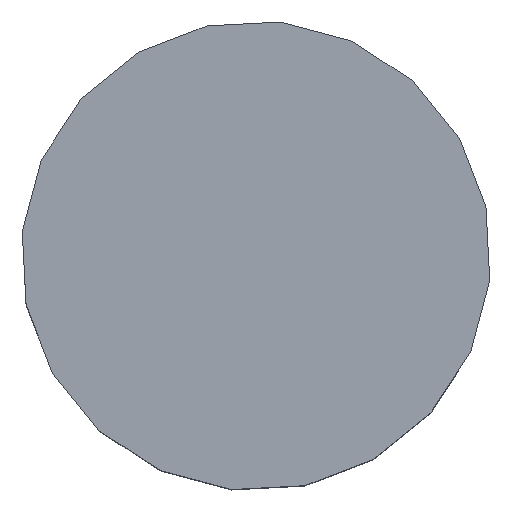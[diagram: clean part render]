
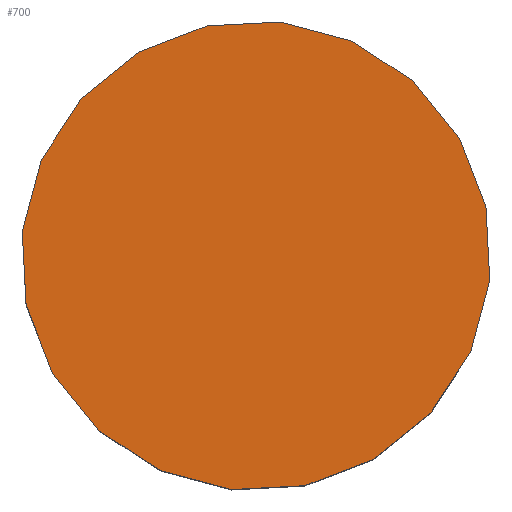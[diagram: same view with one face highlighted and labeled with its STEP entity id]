
A CAD part, top view. The second image highlights one B-rep face of the part: STEP entity #700.
In plain terms, the highlighted planar face has unit normal (0, 0, 1).
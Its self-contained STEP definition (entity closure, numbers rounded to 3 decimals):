
#14 = VECTOR ( 'NONE', #1772, 1000. ) ;
#35 = EDGE_CURVE ( 'NONE', #117, #957, #808, .T. ) ;
#39 = VERTEX_POINT ( 'NONE', #1233 ) ;
#81 = CARTESIAN_POINT ( 'NONE',  ( 5.967, -0.626, 6.5 ) ) ;
#99 = LINE ( 'NONE', #660, #442 ) ;
#103 = CARTESIAN_POINT ( 'NONE',  ( 5.196, 3.001, 6.5 ) ) ;
#109 = VERTEX_POINT ( 'NONE', #1086 ) ;
#112 = VERTEX_POINT ( 'NONE', #1639 ) ;
#117 = VERTEX_POINT ( 'NONE', #1061 ) ;
#124 = DIRECTION ( 'NONE',  ( -0.259, -0.966, 0. ) ) ;
#146 = EDGE_CURVE ( 'NONE', #1574, #117, #1765, .T. ) ;
#148 = AXIS2_PLACEMENT_3D ( 'NONE', #1143, #1700, #998 ) ;
#152 = LINE ( 'NONE', #1649, #1573 ) ;
#154 = VERTEX_POINT ( 'NONE', #214 ) ;
#167 = VECTOR ( 'NONE', #1380, 1000. ) ;
#168 = ORIENTED_EDGE ( 'NONE', *, *, #1337, .T. ) ;
#198 = VECTOR ( 'NONE', #124, 1000. ) ;
#206 = CARTESIAN_POINT ( 'NONE',  ( -5.196, -3.001, 6.5 ) ) ;
#214 = CARTESIAN_POINT ( 'NONE',  ( -3.001, 5.196, 6.5 ) ) ;
#219 = EDGE_CURVE ( 'NONE', #304, #1169, #152, .T. ) ;
#222 = CARTESIAN_POINT ( 'NONE',  ( 5.869, 1.249, 6.5 ) ) ;
#236 = LINE ( 'NONE', #832, #1613 ) ;
#246 = LINE ( 'NONE', #1121, #167 ) ;
#261 = ORIENTED_EDGE ( 'NONE', *, *, #1718, .T. ) ;
#295 = FACE_OUTER_BOUND ( 'NONE', #318, .T. ) ;
#304 = VERTEX_POINT ( 'NONE', #629 ) ;
#313 = VERTEX_POINT ( 'NONE', #1474 ) ;
#316 = LINE ( 'NONE', #719, #1277 ) ;
#317 = LINE ( 'NONE', #1581, #198 ) ;
#318 = EDGE_LOOP ( 'NONE', ( #261, #428, #834, #1149, #728, #587, #544, #1114, #863, #1237, #1405, #650, #1366, #448, #168, #1118, #1625, #1433, #556, #988 ) ) ;
#333 = LINE ( 'NONE', #206, #1240 ) ;
#336 = CARTESIAN_POINT ( 'NONE',  ( 5.869, 1.249, 6.5 ) ) ;
#342 = CARTESIAN_POINT ( 'NONE',  ( -0.626, -5.967, 6.5 ) ) ;
#350 = CARTESIAN_POINT ( 'NONE',  ( 5.482, -2.439, 6.5 ) ) ;
#353 = EDGE_CURVE ( 'NONE', #39, #304, #333, .T. ) ;
#363 = EDGE_CURVE ( 'NONE', #1169, #1136, #922, .T. ) ;
#389 = VERTEX_POINT ( 'NONE', #1064 ) ;
#424 = VERTEX_POINT ( 'NONE', #1466 ) ;
#428 = ORIENTED_EDGE ( 'NONE', *, *, #823, .T. ) ;
#431 = LINE ( 'NONE', #1236, #1599 ) ;
#442 = VECTOR ( 'NONE', #1227, 1000. ) ;
#448 = ORIENTED_EDGE ( 'NONE', *, *, #1020, .T. ) ;
#449 = DIRECTION ( 'NONE',  ( -0.966, 0.259, 0. ) ) ;
#467 = DIRECTION ( 'NONE',  ( -0.777, -0.629, 0. ) ) ;
#469 = DIRECTION ( 'NONE',  ( -0.544, -0.839, 0. ) ) ;
#477 = VECTOR ( 'NONE', #573, 1000. ) ;
#480 = DIRECTION ( 'NONE',  ( -0.359, 0.934, 0. ) ) ;
#482 = DIRECTION ( 'NONE',  ( 0.629, -0.777, 0. ) ) ;
#487 = DIRECTION ( 'NONE',  ( -0.053, 0.999, 0. ) ) ;
#513 = VECTOR ( 'NONE', #1239, 1000. ) ;
#544 = ORIENTED_EDGE ( 'NONE', *, *, #363, .T. ) ;
#556 = ORIENTED_EDGE ( 'NONE', *, *, #1022, .T. ) ;
#563 = VECTOR ( 'NONE', #487, 1000. ) ;
#566 = LINE ( 'NONE', #725, #1322 ) ;
#573 = DIRECTION ( 'NONE',  ( -0.839, 0.544, 0. ) ) ;
#574 = PLANE ( 'NONE',  #148 ) ;
#587 = ORIENTED_EDGE ( 'NONE', *, *, #219, .T. ) ;
#591 = EDGE_CURVE ( 'NONE', #1146, #389, #236, .T. ) ;
#607 = EDGE_CURVE ( 'NONE', #112, #39, #566, .T. ) ;
#629 = CARTESIAN_POINT ( 'NONE',  ( -4.014, -4.46, 6.5 ) ) ;
#650 = ORIENTED_EDGE ( 'NONE', *, *, #146, .T. ) ;
#660 = CARTESIAN_POINT ( 'NONE',  ( 4.46, -4.014, 6.5 ) ) ;
#666 = VECTOR ( 'NONE', #480, 1000. ) ;
#700 = ADVANCED_FACE ( 'NONE', ( #295 ), #574, .T. ) ;
#719 = CARTESIAN_POINT ( 'NONE',  ( -4.46, 4.014, 6.5 ) ) ;
#725 = CARTESIAN_POINT ( 'NONE',  ( -5.869, -1.249, 6.5 ) ) ;
#728 = ORIENTED_EDGE ( 'NONE', *, *, #353, .T. ) ;
#731 = VERTEX_POINT ( 'NONE', #875 ) ;
#754 = LINE ( 'NONE', #336, #666 ) ;
#757 = VECTOR ( 'NONE', #467, 1000. ) ;
#803 = CARTESIAN_POINT ( 'NONE',  ( -5.967, 0.626, 6.5 ) ) ;
#808 = LINE ( 'NONE', #81, #563 ) ;
#821 = VERTEX_POINT ( 'NONE', #1011 ) ;
#823 = EDGE_CURVE ( 'NONE', #821, #945, #317, .T. ) ;
#832 = CARTESIAN_POINT ( 'NONE',  ( 3.001, -5.196, 6.5 ) ) ;
#834 = ORIENTED_EDGE ( 'NONE', *, *, #924, .T. ) ;
#838 = VERTEX_POINT ( 'NONE', #1730 ) ;
#847 = LINE ( 'NONE', #1501, #1502 ) ;
#857 = VECTOR ( 'NONE', #1592, 1000. ) ;
#863 = ORIENTED_EDGE ( 'NONE', *, *, #1526, .T. ) ;
#866 = DIRECTION ( 'NONE',  ( 0.359, -0.934, 0. ) ) ;
#875 = CARTESIAN_POINT ( 'NONE',  ( -4.46, 4.014, 6.5 ) ) ;
#910 = DIRECTION ( 'NONE',  ( 0.259, 0.966, 0. ) ) ;
#922 = LINE ( 'NONE', #1766, #1327 ) ;
#924 = EDGE_CURVE ( 'NONE', #945, #112, #982, .T. ) ;
#926 = EDGE_CURVE ( 'NONE', #389, #1574, #99, .T. ) ;
#945 = VERTEX_POINT ( 'NONE', #803 ) ;
#957 = VERTEX_POINT ( 'NONE', #222 ) ;
#967 = DIRECTION ( 'NONE',  ( -0.999, -0.053, 0. ) ) ;
#977 = VERTEX_POINT ( 'NONE', #1609 ) ;
#978 = CARTESIAN_POINT ( 'NONE',  ( -2.439, -5.482, 6.5 ) ) ;
#982 = LINE ( 'NONE', #1544, #513 ) ;
#988 = ORIENTED_EDGE ( 'NONE', *, *, #1015, .T. ) ;
#998 = DIRECTION ( 'NONE',  ( 1., 0., 0. ) ) ;
#1011 = CARTESIAN_POINT ( 'NONE',  ( -5.482, 2.439, 6.5 ) ) ;
#1015 = EDGE_CURVE ( 'NONE', #154, #731, #1170, .T. ) ;
#1018 = CARTESIAN_POINT ( 'NONE',  ( 2.439, 5.482, 6.5 ) ) ;
#1020 = EDGE_CURVE ( 'NONE', #957, #977, #754, .T. ) ;
#1022 = EDGE_CURVE ( 'NONE', #313, #154, #1446, .T. ) ;
#1050 = LINE ( 'NONE', #103, #14 ) ;
#1053 = DIRECTION ( 'NONE',  ( 0.966, -0.259, 0. ) ) ;
#1061 = CARTESIAN_POINT ( 'NONE',  ( 5.967, -0.626, 6.5 ) ) ;
#1064 = CARTESIAN_POINT ( 'NONE',  ( 4.46, -4.014, 6.5 ) ) ;
#1086 = CARTESIAN_POINT ( 'NONE',  ( 0.626, 5.967, 6.5 ) ) ;
#1108 = DIRECTION ( 'NONE',  ( 0.777, 0.629, 0. ) ) ;
#1114 = ORIENTED_EDGE ( 'NONE', *, *, #1491, .T. ) ;
#1118 = ORIENTED_EDGE ( 'NONE', *, *, #1203, .T. ) ;
#1121 = CARTESIAN_POINT ( 'NONE',  ( 1.249, -5.869, 6.5 ) ) ;
#1136 = VERTEX_POINT ( 'NONE', #342 ) ;
#1143 = CARTESIAN_POINT ( 'NONE',  ( 0., 0., 6.5 ) ) ;
#1146 = VERTEX_POINT ( 'NONE', #1307 ) ;
#1149 = ORIENTED_EDGE ( 'NONE', *, *, #607, .T. ) ;
#1165 = CARTESIAN_POINT ( 'NONE',  ( -3.001, 5.196, 6.5 ) ) ;
#1169 = VERTEX_POINT ( 'NONE', #978 ) ;
#1170 = LINE ( 'NONE', #1165, #757 ) ;
#1203 = EDGE_CURVE ( 'NONE', #424, #1554, #1538, .T. ) ;
#1204 = EDGE_CURVE ( 'NONE', #1554, #109, #1699, .T. ) ;
#1227 = DIRECTION ( 'NONE',  ( 0.544, 0.839, 0. ) ) ;
#1233 = CARTESIAN_POINT ( 'NONE',  ( -5.196, -3.001, 6.5 ) ) ;
#1236 = CARTESIAN_POINT ( 'NONE',  ( 0.626, 5.967, 6.5 ) ) ;
#1237 = ORIENTED_EDGE ( 'NONE', *, *, #591, .T. ) ;
#1239 = DIRECTION ( 'NONE',  ( 0.053, -0.999, 0. ) ) ;
#1240 = VECTOR ( 'NONE', #482, 1000. ) ;
#1277 = VECTOR ( 'NONE', #469, 1000. ) ;
#1307 = CARTESIAN_POINT ( 'NONE',  ( 3.001, -5.196, 6.5 ) ) ;
#1322 = VECTOR ( 'NONE', #866, 1000. ) ;
#1327 = VECTOR ( 'NONE', #1053, 1000. ) ;
#1337 = EDGE_CURVE ( 'NONE', #977, #424, #1050, .T. ) ;
#1366 = ORIENTED_EDGE ( 'NONE', *, *, #35, .T. ) ;
#1368 = CARTESIAN_POINT ( 'NONE',  ( 5.482, -2.439, 6.5 ) ) ;
#1380 = DIRECTION ( 'NONE',  ( 0.934, 0.359, 0. ) ) ;
#1405 = ORIENTED_EDGE ( 'NONE', *, *, #926, .T. ) ;
#1406 = EDGE_CURVE ( 'NONE', #109, #313, #431, .T. ) ;
#1407 = CARTESIAN_POINT ( 'NONE',  ( 4.014, 4.46, 6.5 ) ) ;
#1409 = CARTESIAN_POINT ( 'NONE',  ( 2.439, 5.482, 6.5 ) ) ;
#1433 = ORIENTED_EDGE ( 'NONE', *, *, #1406, .T. ) ;
#1446 = LINE ( 'NONE', #1456, #857 ) ;
#1456 = CARTESIAN_POINT ( 'NONE',  ( -1.249, 5.869, 6.5 ) ) ;
#1466 = CARTESIAN_POINT ( 'NONE',  ( 4.014, 4.46, 6.5 ) ) ;
#1474 = CARTESIAN_POINT ( 'NONE',  ( -1.249, 5.869, 6.5 ) ) ;
#1491 = EDGE_CURVE ( 'NONE', #1136, #838, #847, .T. ) ;
#1501 = CARTESIAN_POINT ( 'NONE',  ( -0.626, -5.967, 6.5 ) ) ;
#1502 = VECTOR ( 'NONE', #1794, 1000. ) ;
#1509 = DIRECTION ( 'NONE',  ( 0.839, -0.544, 0. ) ) ;
#1526 = EDGE_CURVE ( 'NONE', #838, #1146, #246, .T. ) ;
#1538 = LINE ( 'NONE', #1407, #477 ) ;
#1544 = CARTESIAN_POINT ( 'NONE',  ( -5.967, 0.626, 6.5 ) ) ;
#1554 = VERTEX_POINT ( 'NONE', #1409 ) ;
#1573 = VECTOR ( 'NONE', #1509, 1000. ) ;
#1574 = VERTEX_POINT ( 'NONE', #1368 ) ;
#1581 = CARTESIAN_POINT ( 'NONE',  ( -5.482, 2.439, 6.5 ) ) ;
#1592 = DIRECTION ( 'NONE',  ( -0.934, -0.359, 0. ) ) ;
#1599 = VECTOR ( 'NONE', #967, 1000. ) ;
#1609 = CARTESIAN_POINT ( 'NONE',  ( 5.196, 3.001, 6.5 ) ) ;
#1613 = VECTOR ( 'NONE', #1108, 1000. ) ;
#1625 = ORIENTED_EDGE ( 'NONE', *, *, #1204, .T. ) ;
#1639 = CARTESIAN_POINT ( 'NONE',  ( -5.869, -1.249, 6.5 ) ) ;
#1649 = CARTESIAN_POINT ( 'NONE',  ( -4.014, -4.46, 6.5 ) ) ;
#1680 = VECTOR ( 'NONE', #910, 1000. ) ;
#1699 = LINE ( 'NONE', #1018, #1747 ) ;
#1700 = DIRECTION ( 'NONE',  ( 0., 0., 1. ) ) ;
#1718 = EDGE_CURVE ( 'NONE', #731, #821, #316, .T. ) ;
#1730 = CARTESIAN_POINT ( 'NONE',  ( 1.249, -5.869, 6.5 ) ) ;
#1747 = VECTOR ( 'NONE', #449, 1000. ) ;
#1765 = LINE ( 'NONE', #350, #1680 ) ;
#1766 = CARTESIAN_POINT ( 'NONE',  ( -2.439, -5.482, 6.5 ) ) ;
#1772 = DIRECTION ( 'NONE',  ( -0.629, 0.777, 0. ) ) ;
#1794 = DIRECTION ( 'NONE',  ( 0.999, 0.053, 0. ) ) ;
